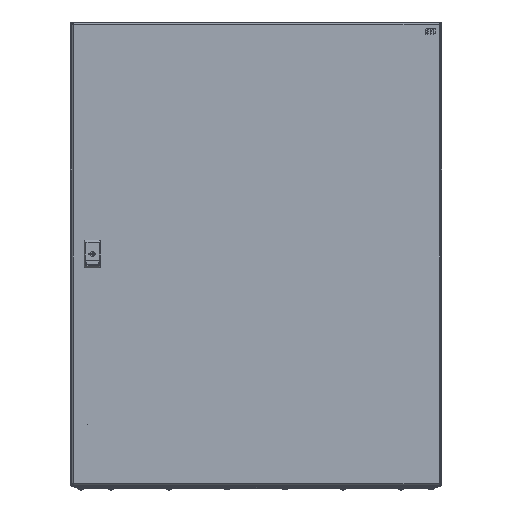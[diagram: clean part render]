
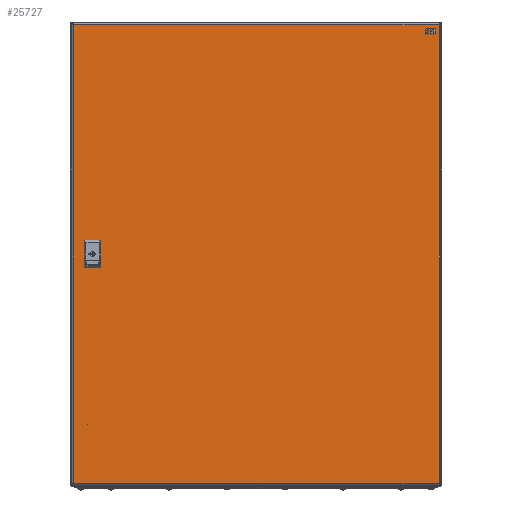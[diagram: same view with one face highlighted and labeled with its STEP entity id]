
A CAD part, front view. The second image highlights one B-rep face of the part: STEP entity #25727.
In plain terms, the highlighted face is planar.
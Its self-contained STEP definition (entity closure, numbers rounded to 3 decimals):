
#24778=DIRECTION('',(-1.,0.,0.));
#24779=VECTOR('',#24778,989.);
#24780=CARTESIAN_POINT('',(494.5,-394.2,0.));
#24781=LINE('',#24780,#24779);
#24816=DIRECTION('',(0.,-1.,0.));
#24817=VECTOR('',#24816,788.4);
#24818=CARTESIAN_POINT('',(494.5,394.2,0.));
#24819=LINE('',#24818,#24817);
#24854=DIRECTION('',(1.,0.,0.));
#24855=VECTOR('',#24854,989.);
#24856=CARTESIAN_POINT('',(-494.5,394.2,0.));
#24857=LINE('',#24856,#24855);
#24885=DIRECTION('',(0.,1.,0.));
#24886=VECTOR('',#24885,788.4);
#24887=CARTESIAN_POINT('',(-494.5,-394.2,0.));
#24888=LINE('',#24887,#24886);
#24899=CARTESIAN_POINT('',(-367.,-363.4,0.));
#24900=DIRECTION('',(0.,0.,-1.));
#24901=DIRECTION('',(1.,0.,0.));
#24902=AXIS2_PLACEMENT_3D('',#24899,#24900,#24901);
#24907=CARTESIAN_POINT('',(-367.,-363.4,0.));
#24908=DIRECTION('',(0.,0.,-1.));
#24909=DIRECTION('',(-1.,0.,0.));
#24910=AXIS2_PLACEMENT_3D('',#24907,#24908,#24909);
#24922=DIRECTION('',(1.,0.,0.));
#24923=VECTOR('',#24922,50.);
#24924=CARTESIAN_POINT('',(-25.,-365.5,0.));
#24925=LINE('',#24924,#24923);
#24936=DIRECTION('',(0.,-1.,0.));
#24937=VECTOR('',#24936,25.);
#24938=CARTESIAN_POINT('',(-25.,-340.5,0.));
#24939=LINE('',#24938,#24937);
#24950=DIRECTION('',(-1.,0.,0.));
#24951=VECTOR('',#24950,50.);
#24952=CARTESIAN_POINT('',(25.,-340.5,0.));
#24953=LINE('',#24952,#24951);
#24964=DIRECTION('',(0.,1.,0.));
#24965=VECTOR('',#24964,25.);
#24966=CARTESIAN_POINT('',(25.,-365.5,0.));
#24967=LINE('',#24966,#24965);
#25089=CARTESIAN_POINT('',(25.,-365.5,0.));
#25090=VERTEX_POINT('',#25089);
#25091=CARTESIAN_POINT('',(25.,-340.5,0.));
#25092=VERTEX_POINT('',#25091);
#25093=CARTESIAN_POINT('',(-25.,-365.5,0.));
#25094=VERTEX_POINT('',#25093);
#25095=CARTESIAN_POINT('',(-25.,-340.5,0.));
#25096=VERTEX_POINT('',#25095);
#25097=CARTESIAN_POINT('',(-494.5,-394.2,0.));
#25098=CARTESIAN_POINT('',(-494.5,394.2,0.));
#25099=VERTEX_POINT('',#25097);
#25100=VERTEX_POINT('',#25098);
#25101=CARTESIAN_POINT('',(494.5,-394.2,0.));
#25102=VERTEX_POINT('',#25101);
#25103=CARTESIAN_POINT('',(494.5,394.2,0.));
#25104=VERTEX_POINT('',#25103);
#25105=CARTESIAN_POINT('',(-366.75,-363.4,0.));
#25106=CARTESIAN_POINT('',(-367.25,-363.4,0.));
#25107=VERTEX_POINT('',#25105);
#25108=VERTEX_POINT('',#25106);
#25700=CARTESIAN_POINT('',(0.,0.,0.));
#25701=DIRECTION('',(0.,0.,-1.));
#25702=DIRECTION('',(-1.,0.,0.));
#25703=AXIS2_PLACEMENT_3D('',#25700,#25701,#25702);
#25704=PLANE('',#25703);
#25705=ORIENTED_EDGE('',*,*,#25684,.F.);
#25706=ORIENTED_EDGE('',*,*,#25566,.F.);
#25707=ORIENTED_EDGE('',*,*,#25607,.F.);
#25708=ORIENTED_EDGE('',*,*,#25647,.F.);
#25709=EDGE_LOOP('',(#25705,#25706,#25707,#25708));
#25710=FACE_OUTER_BOUND('',#25709,.F.);
#25712=ORIENTED_EDGE('',*,*,#25711,.F.);
#25714=ORIENTED_EDGE('',*,*,#25713,.F.);
#25716=ORIENTED_EDGE('',*,*,#25715,.F.);
#25718=ORIENTED_EDGE('',*,*,#25717,.F.);
#25719=EDGE_LOOP('',(#25712,#25714,#25716,#25718));
#25720=FACE_BOUND('',#25719,.F.);
#25722=ORIENTED_EDGE('',*,*,#25721,.T.);
#25724=ORIENTED_EDGE('',*,*,#25723,.T.);
#25725=EDGE_LOOP('',(#25722,#25724));
#25726=FACE_BOUND('',#25725,.F.);
#24903=CIRCLE('',#24902,0.25);
#24911=CIRCLE('',#24910,0.25);
#25566=EDGE_CURVE('',#25102,#25099,#24781,.T.);
#25607=EDGE_CURVE('',#25104,#25102,#24819,.T.);
#25647=EDGE_CURVE('',#25100,#25104,#24857,.T.);
#25684=EDGE_CURVE('',#25099,#25100,#24888,.T.);
#25711=EDGE_CURVE('',#25094,#25090,#24925,.T.);
#25713=EDGE_CURVE('',#25096,#25094,#24939,.T.);
#25715=EDGE_CURVE('',#25092,#25096,#24953,.T.);
#25717=EDGE_CURVE('',#25090,#25092,#24967,.T.);
#25721=EDGE_CURVE('',#25107,#25108,#24903,.T.);
#25723=EDGE_CURVE('',#25108,#25107,#24911,.T.);
#25727=ADVANCED_FACE('',(#25710,#25720,#25726),#25704,.T.);
